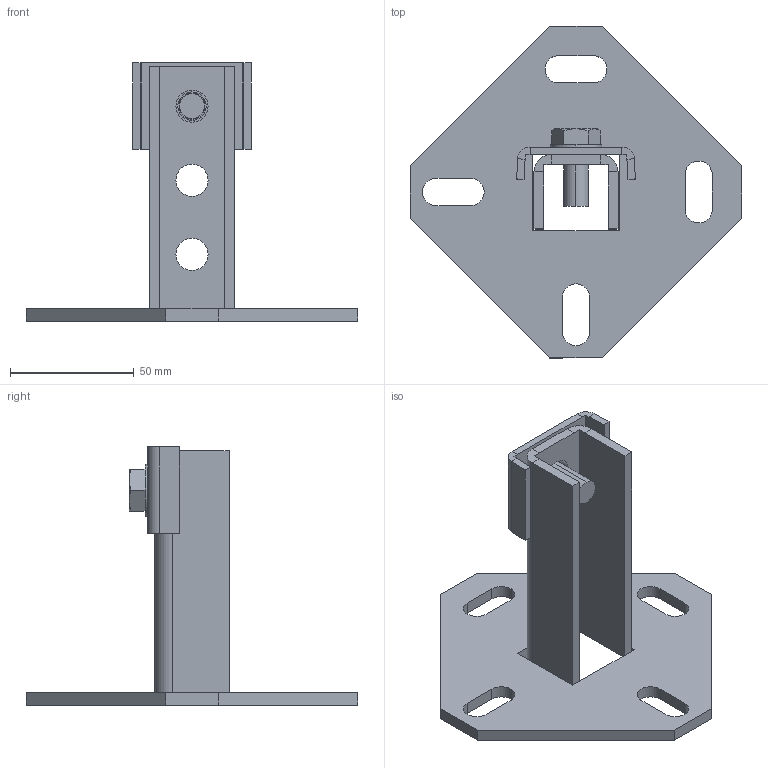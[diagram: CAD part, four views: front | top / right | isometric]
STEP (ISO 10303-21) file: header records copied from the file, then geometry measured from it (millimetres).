
FILE_DESCRIPTION (( 'STEP AP214' ), '1' );
FILE_NAME ('1123197.STEP', '2026-02-17T13:21:44', ( '' ), ( '' ), 'SwSTEP 2.0', 'SolidWorks 2024', '' );
FILE_SCHEMA (( 'AUTOMOTIVE_DESIGN' ));
Length unit declared in the file: millimetre
Products named in the file (8): 049699_Standard; 055764_H=31,5; 1123197; 055766_Standard; 012162_ISO 4017 - M10 x 25; 055760_055765; 018102_DIN 137-B10-FSt; 055759_wandhalter
Assembly tree (7 placements, depth 4):
  1123197
    055766_Standard
      055764_H=31,5
      055760_055765
        055759_wandhalter
    049699_Standard
    018102_DIN 137-B10-FSt
    012162_ISO 4017 - M10 x 25
Bounding box: 134.35 x 134.35 x 104.5 mm (x, y, z)
Volume: 88650.6 mm3; surface area: 48086.9 mm2
Topology: 5 solids, 5 shells, 103 faces, 254 edges, 162 vertices
Faces by surface type: plane 69, cylinder 28, cone 6
Entity records: 3341 total; most frequent: CARTESIAN_POINT 603, DIRECTION 534, ORIENTED_EDGE 508, EDGE_CURVE 254, VECTOR 180, LINE 180, AXIS2_PLACEMENT_3D 177, VERTEX_POINT 162
